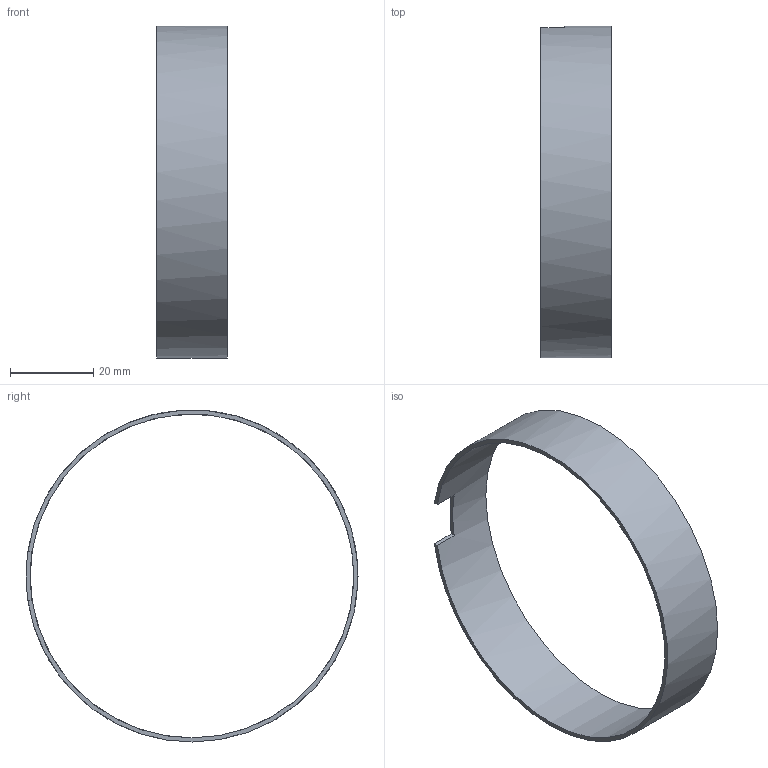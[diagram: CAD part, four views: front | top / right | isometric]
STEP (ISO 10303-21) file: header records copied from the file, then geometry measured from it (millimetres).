
FILE_DESCRIPTION(/* description */ (''),/* implementation_level */ '2;1');
FILE_NAME(/* name */ 'dock-ring.step',/* time_stamp */ '2019-06-05T20:33:48+02:00',/* author */ (''),/* organization */ (''),/* preprocessor_version */ 'ST-DEVELOPER v18',/* originating_system */ 'Autodesk Translation Framework v8.2.0.1029',/* authorisation */ '');
FILE_SCHEMA (('AUTOMOTIVE_DESIGN { 1 0 10303 214 3 1 1 }'));
Length unit declared in the file: millimetre
Products named in the file (1): Aluminium ring
Bounding box: 17 x 80 x 80 mm (x, y, z)
Volume: 4150 mm3; surface area: 8808 mm2
Topology: 1 solids, 1 shells, 7 faces, 19 edges, 13 vertices
Faces by surface type: plane 5, cylinder 2
Full cylindrical faces by diameter (mm): 78 x1, 80 x1
Entity records: 274 total; most frequent: DIRECTION 44, CARTESIAN_POINT 40, ORIENTED_EDGE 38, EDGE_CURVE 19, AXIS2_PLACEMENT_3D 17, VERTEX_POINT 13, LINE 10, VECTOR 10
